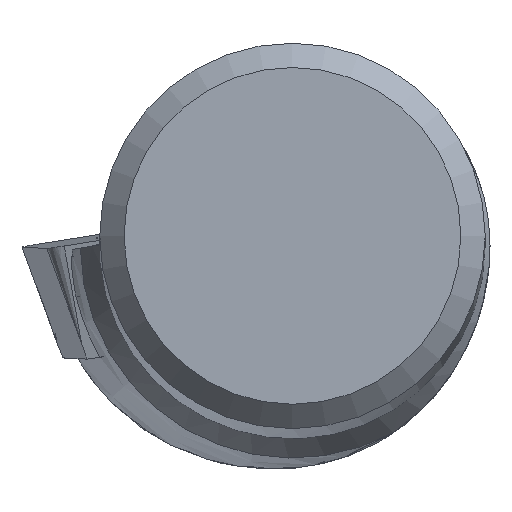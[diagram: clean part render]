
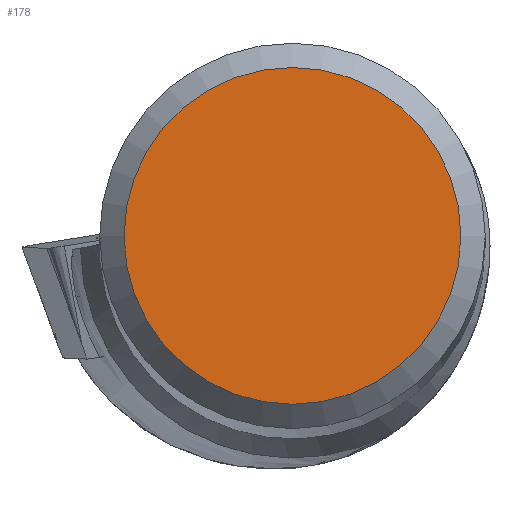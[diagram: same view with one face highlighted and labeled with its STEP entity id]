
A CAD part, top view. The second image highlights one B-rep face of the part: STEP entity #178.
In plain terms, the highlighted planar face has unit normal (0, 0, 1).
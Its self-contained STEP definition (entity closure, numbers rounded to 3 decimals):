
#139=FACE_OUTER_BOUND('',#371,.T.);
#178=ADVANCED_FACE('',(#139),#203,.T.);
#203=PLANE('',#901);
#371=EDGE_LOOP('',(#499));
#499=ORIENTED_EDGE('',*,*,#722,.T.);
#637=VERTEX_POINT('',#1475);
#722=EDGE_CURVE('',#637,#637,#767,.T.);
#767=CIRCLE('',#899,3.463);
#899=AXIS2_PLACEMENT_3D('',#1474,#1054,#1055);
#901=AXIS2_PLACEMENT_3D('',#1477,#1058,#1059);
#1054=DIRECTION('',(0.,0.,1.));
#1055=DIRECTION('',(1.,0.,0.));
#1058=DIRECTION('',(0.,0.,1.));
#1059=DIRECTION('',(1.,0.,0.));
#1474=CARTESIAN_POINT('',(0.,0.,0.));
#1475=CARTESIAN_POINT('',(3.463,0.,0.));
#1477=CARTESIAN_POINT('',(0.,0.,0.));
